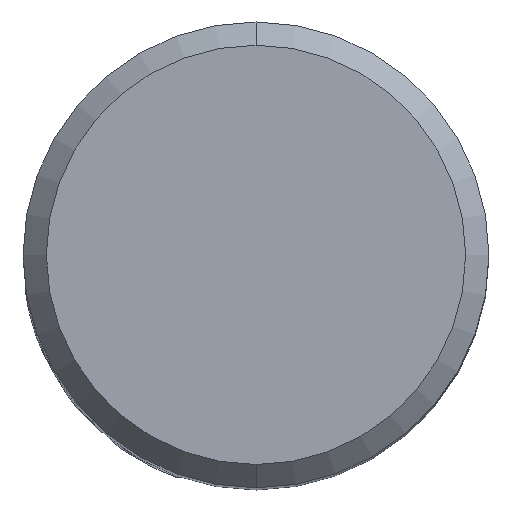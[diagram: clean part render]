
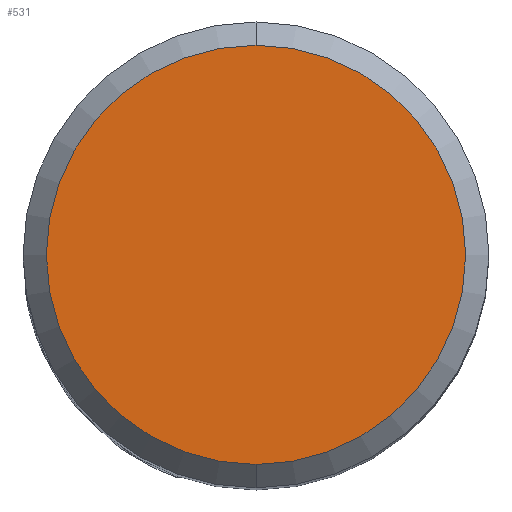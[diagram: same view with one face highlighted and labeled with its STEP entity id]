
A CAD part, top view. The second image highlights one B-rep face of the part: STEP entity #531.
In plain terms, the highlighted planar face has unit normal (0, 0, 1).
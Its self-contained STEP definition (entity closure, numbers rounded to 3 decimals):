
#415=EDGE_CURVE('',#669,#729,#1064,.T.);
#531=ADVANCED_FACE('',(#1192),#1193,.T.);
#669=VERTEX_POINT('',#1342);
#729=VERTEX_POINT('',#1408);
#731=EDGE_CURVE('',#729,#669,#1410,.T.);
#1064=CIRCLE('',#2242,9.0);
#1192=FACE_OUTER_BOUND('',#3122,.T.);
#1193=PLANE('',#3123);
#1342=CARTESIAN_POINT('',(0.0,9.0,0.0));
#1408=CARTESIAN_POINT('',(0.,-9.0,0.0));
#1410=CIRCLE('',#4211,9.0);
#2242=AXIS2_PLACEMENT_3D('',#5369,#5370,#5371);
#3122=EDGE_LOOP('',(#5527,#5528));
#3123=AXIS2_PLACEMENT_3D('',#5529,#5530,#5531);
#4211=AXIS2_PLACEMENT_3D('',#5780,#5781,#5782);
#5369=CARTESIAN_POINT('',(0.0,0.0,0.0));
#5370=DIRECTION('',(0.0,0.0,-1.0));
#5371=DIRECTION('',(0.0,1.0,0.0));
#5527=ORIENTED_EDGE('',*,*,#415,.F.);
#5528=ORIENTED_EDGE('',*,*,#731,.F.);
#5529=CARTESIAN_POINT('',(0.0,4.5,0.0));
#5530=DIRECTION('',(-0.0,0.0,1.0));
#5531=DIRECTION('',(0.0,-1.0,0.0));
#5780=CARTESIAN_POINT('',(0.0,0.0,0.0));
#5781=DIRECTION('',(0.0,0.0,-1.0));
#5782=DIRECTION('',(0.0,1.0,0.0));
